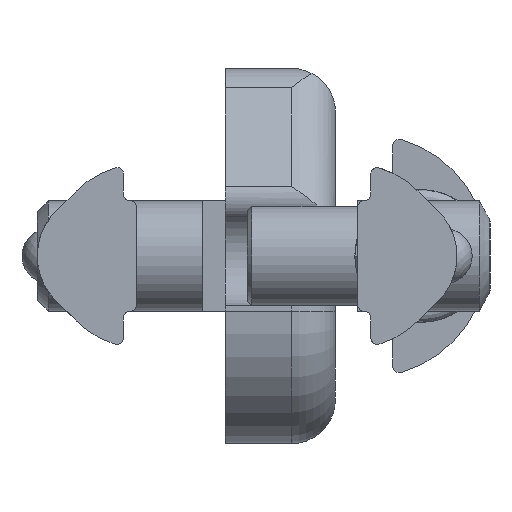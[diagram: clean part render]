
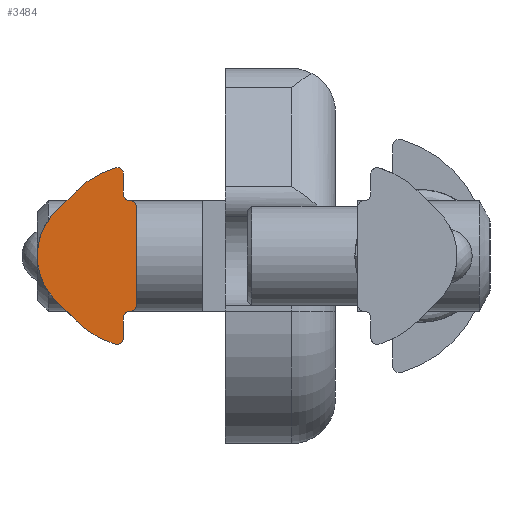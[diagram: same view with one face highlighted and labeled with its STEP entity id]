
A CAD part, front view. The second image highlights one B-rep face of the part: STEP entity #3484.
In plain terms, the highlighted face is planar.
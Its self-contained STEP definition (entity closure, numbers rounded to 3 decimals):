
#3018=CARTESIAN_POINT('',(2.945,0.779,0.0));
#3019=VERTEX_POINT('',#3018);
#3026=CARTESIAN_POINT('',(2.02,1.705,0.0));
#3027=VERTEX_POINT('',#3026);
#3028=CARTESIAN_POINT('',(2.945,0.779,0.0));
#3029=DIRECTION('',(-0.707,0.707,0.0));
#3030=VECTOR('',#3029,1.308);
#3031=LINE('',#3028,#3030);
#3032=EDGE_CURVE('',#3019,#3027,#3031,.T.);
#3059=CARTESIAN_POINT('',(-2.804,-1.362,0.0));
#3060=VERTEX_POINT('',#3059);
#3067=CARTESIAN_POINT('',(-2.504,-1.662,0.0));
#3068=VERTEX_POINT('',#3067);
#3069=CARTESIAN_POINT('',(-2.804,-1.662,0.0));
#3070=DIRECTION('',(0.0,0.0,-1.0));
#3071=DIRECTION('',(-1.0,0.0,0.0));
#3072=AXIS2_PLACEMENT_3D('',#3069,#3070,#3071);
#3073=CIRCLE('',#3072,0.3);
#3074=EDGE_CURVE('',#3060,#3068,#3073,.T.);
#3098=CARTESIAN_POINT('',(-3.704,-1.362,0.0));
#3099=VERTEX_POINT('',#3098);
#3106=CARTESIAN_POINT('',(-3.704,-1.362,0.0));
#3107=DIRECTION('',(1.0,0.0,0.0));
#3108=VECTOR('',#3107,0.9);
#3109=LINE('',#3106,#3108);
#3110=EDGE_CURVE('',#3099,#3060,#3109,.T.);
#3130=CARTESIAN_POINT('',(-3.999,-1.01,0.0));
#3131=VERTEX_POINT('',#3130);
#3138=CARTESIAN_POINT('',(-3.704,-1.062,0.0));
#3139=DIRECTION('',(0.0,0.0,1.0));
#3140=DIRECTION('',(-0.985,0.173,0.0));
#3141=AXIS2_PLACEMENT_3D('',#3138,#3139,#3140);
#3142=CIRCLE('',#3141,0.3);
#3143=EDGE_CURVE('',#3131,#3099,#3142,.T.);
#3163=CARTESIAN_POINT('',(-2.945,0.779,0.0));
#3164=VERTEX_POINT('',#3163);
#3171=CARTESIAN_POINT('',(-0.002,-2.161,0.0));
#3172=DIRECTION('',(0.0,0.0,1.0));
#3173=DIRECTION('',(-0.707,0.707,0.0));
#3174=AXIS2_PLACEMENT_3D('',#3171,#3172,#3173);
#3175=CIRCLE('',#3174,4.16);
#3176=EDGE_CURVE('',#3164,#3131,#3175,.T.);
#3195=CARTESIAN_POINT('',(-2.109,1.615,0.0));
#3196=VERTEX_POINT('',#3195);
#3203=CARTESIAN_POINT('',(-2.109,1.615,0.0));
#3204=DIRECTION('',(-0.707,-0.707,0.0));
#3205=VECTOR('',#3204,1.182);
#3206=LINE('',#3203,#3205);
#3207=EDGE_CURVE('',#3196,#3164,#3206,.T.);
#3220=CARTESIAN_POINT('',(-0.002,-0.316,0.0));
#3221=DIRECTION('',(0.0,0.0,1.0));
#3222=DIRECTION('',(0.707,0.707,0.0));
#3223=AXIS2_PLACEMENT_3D('',#3220,#3221,#3222);
#3224=CIRCLE('',#3223,2.858);
#3225=EDGE_CURVE('',#3027,#3196,#3224,.T.);
#3256=CARTESIAN_POINT('',(3.98,-0.944,0.0));
#3257=VERTEX_POINT('',#3256);
#3264=CARTESIAN_POINT('',(0.002,-2.161,0.0));
#3265=DIRECTION('',(0.0,0.0,1.0));
#3266=DIRECTION('',(0.956,0.293,0.0));
#3267=AXIS2_PLACEMENT_3D('',#3264,#3265,#3266);
#3268=CIRCLE('',#3267,4.16);
#3269=EDGE_CURVE('',#3257,#3019,#3268,.T.);
#3289=CARTESIAN_POINT('',(3.704,-1.362,0.0));
#3290=VERTEX_POINT('',#3289);
#3297=CARTESIAN_POINT('',(3.704,-1.062,0.0));
#3298=DIRECTION('',(0.0,0.0,1.0));
#3299=DIRECTION('',(0.0,-1.0,0.0));
#3300=AXIS2_PLACEMENT_3D('',#3297,#3298,#3299);
#3301=CIRCLE('',#3300,0.3);
#3302=EDGE_CURVE('',#3290,#3257,#3301,.T.);
#3321=CARTESIAN_POINT('',(2.804,-1.362,0.0));
#3322=VERTEX_POINT('',#3321);
#3329=CARTESIAN_POINT('',(2.804,-1.362,0.0));
#3330=DIRECTION('',(1.0,0.0,0.0));
#3331=VECTOR('',#3330,0.9);
#3332=LINE('',#3329,#3331);
#3333=EDGE_CURVE('',#3322,#3290,#3332,.T.);
#3353=CARTESIAN_POINT('',(2.504,-1.662,0.0));
#3354=VERTEX_POINT('',#3353);
#3361=CARTESIAN_POINT('',(2.804,-1.662,0.0));
#3362=DIRECTION('',(0.0,0.0,-1.0));
#3363=DIRECTION('',(0.0,-1.0,0.0));
#3364=AXIS2_PLACEMENT_3D('',#3361,#3362,#3363);
#3365=CIRCLE('',#3364,0.3);
#3366=EDGE_CURVE('',#3354,#3322,#3365,.T.);
#3386=CARTESIAN_POINT('',(2.204,-1.962,0.0));
#3387=VERTEX_POINT('',#3386);
#3394=CARTESIAN_POINT('',(2.204,-1.662,0.0));
#3395=DIRECTION('',(0.0,0.0,1.0));
#3396=DIRECTION('',(0.0,-1.0,0.0));
#3397=AXIS2_PLACEMENT_3D('',#3394,#3395,#3396);
#3398=CIRCLE('',#3397,0.3);
#3399=EDGE_CURVE('',#3387,#3354,#3398,.T.);
#3418=CARTESIAN_POINT('',(-2.204,-1.962,0.0));
#3419=VERTEX_POINT('',#3418);
#3426=CARTESIAN_POINT('',(-2.204,-1.962,0.0));
#3427=DIRECTION('',(1.0,0.0,0.0));
#3428=VECTOR('',#3427,4.408);
#3429=LINE('',#3426,#3428);
#3430=EDGE_CURVE('',#3419,#3387,#3429,.T.);
#3452=CARTESIAN_POINT('',(-2.204,-1.662,0.0));
#3453=DIRECTION('',(0.0,0.0,1.0));
#3454=DIRECTION('',(-1.0,0.0,0.0));
#3455=AXIS2_PLACEMENT_3D('',#3452,#3453,#3454);
#3456=CIRCLE('',#3455,0.3);
#3457=EDGE_CURVE('',#3068,#3419,#3456,.T.);
#3463=CARTESIAN_POINT('',(0.,-0.133,0.0));
#3464=DIRECTION('',(0.0,0.0,1.0));
#3465=DIRECTION('',(1.0,0.0,0.0));
#3466=AXIS2_PLACEMENT_3D('',#3463,#3464,#3465);
#3467=PLANE('',#3466);
#3468=ORIENTED_EDGE('',*,*,#3457,.F.);
#3469=ORIENTED_EDGE('',*,*,#3074,.F.);
#3470=ORIENTED_EDGE('',*,*,#3110,.F.);
#3471=ORIENTED_EDGE('',*,*,#3143,.F.);
#3472=ORIENTED_EDGE('',*,*,#3176,.F.);
#3473=ORIENTED_EDGE('',*,*,#3207,.F.);
#3474=ORIENTED_EDGE('',*,*,#3225,.F.);
#3475=ORIENTED_EDGE('',*,*,#3032,.F.);
#3476=ORIENTED_EDGE('',*,*,#3269,.F.);
#3477=ORIENTED_EDGE('',*,*,#3302,.F.);
#3478=ORIENTED_EDGE('',*,*,#3333,.F.);
#3479=ORIENTED_EDGE('',*,*,#3366,.F.);
#3480=ORIENTED_EDGE('',*,*,#3399,.F.);
#3481=ORIENTED_EDGE('',*,*,#3430,.F.);
#3482=EDGE_LOOP('',(#3468,#3469,#3470,#3471,#3472,#3473,#3474,#3475,#3476,#3477,#3478,#3479,#3480,#3481));
#3483=FACE_OUTER_BOUND('',#3482,.T.);
#3484=ADVANCED_FACE('',(#3483),#3467,.F.);
